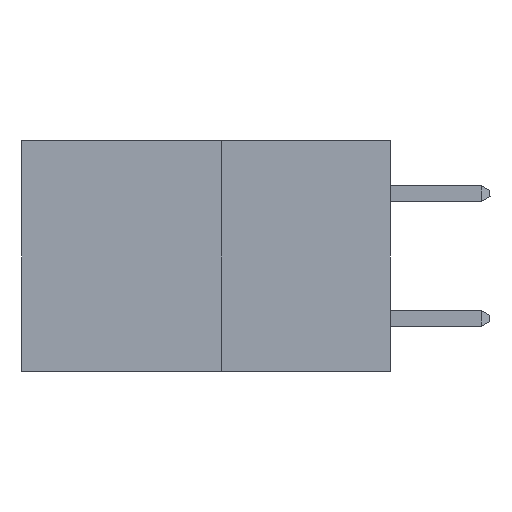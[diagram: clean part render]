
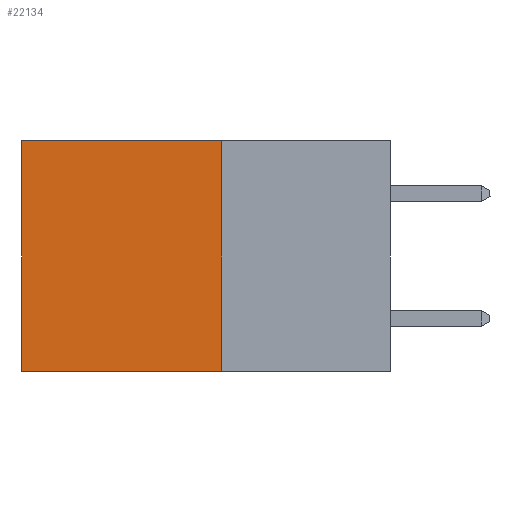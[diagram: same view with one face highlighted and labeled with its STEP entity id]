
A CAD part, left-side view. The second image highlights one B-rep face of the part: STEP entity #22134.
In plain terms, the highlighted planar face has unit normal (-1, 0, 0).
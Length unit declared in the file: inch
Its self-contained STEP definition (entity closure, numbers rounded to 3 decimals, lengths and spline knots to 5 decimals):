
#1660 = DIRECTION ( 'NONE',  ( 0., 0., -1. ) ) ;
#2949 = DIRECTION ( 'NONE',  ( 0., 0., -1. ) ) ;
#4556 = LINE ( 'NONE', #17938, #32674 ) ;
#5882 = LINE ( 'NONE', #11676, #20568 ) ;
#6068 = VERTEX_POINT ( 'NONE', #9049 ) ;
#6475 = DIRECTION ( 'NONE',  ( 0., 1., 0. ) ) ;
#7639 = AXIS2_PLACEMENT_3D ( 'NONE', #19369, #19494, #2949 ) ;
#7914 = VECTOR ( 'NONE', #1660, 39.37008 ) ;
#8216 = CARTESIAN_POINT ( 'NONE',  ( 0.277, 0.59, 0. ) ) ;
#9049 = CARTESIAN_POINT ( 'NONE',  ( 0.277, 0.27, 0. ) ) ;
#9422 = FACE_OUTER_BOUND ( 'NONE', #34935, .T. ) ;
#10779 = VECTOR ( 'NONE', #6475, 39.37008 ) ;
#11676 = CARTESIAN_POINT ( 'NONE',  ( 0.277, 0.59, -0.37 ) ) ;
#11985 = ORIENTED_EDGE ( 'NONE', *, *, #17803, .F. ) ;
#12697 = CARTESIAN_POINT ( 'NONE',  ( 0.277, 0.59, -0.37 ) ) ;
#16698 = PLANE ( 'NONE',  #7639 ) ;
#17803 = EDGE_CURVE ( 'NONE', #24942, #28489, #4556, .T. ) ;
#17938 = CARTESIAN_POINT ( 'NONE',  ( 0.277, 0.27, -0.37 ) ) ;
#18183 = CARTESIAN_POINT ( 'NONE',  ( 0.277, 0.27, -0.37 ) ) ;
#19018 = ORIENTED_EDGE ( 'NONE', *, *, #30935, .T. ) ;
#19369 = CARTESIAN_POINT ( 'NONE',  ( 0.277, 0.27, -0.37 ) ) ;
#19494 = DIRECTION ( 'NONE',  ( 1., 0., 0. ) ) ;
#20568 = VECTOR ( 'NONE', #30646, 39.37008 ) ;
#21555 = ORIENTED_EDGE ( 'NONE', *, *, #34262, .F. ) ;
#22134 = ADVANCED_FACE ( 'NONE', ( #9422 ), #16698, .F. ) ;
#22228 = EDGE_CURVE ( 'NONE', #34552, #28489, #5882, .T. ) ;
#22968 = CARTESIAN_POINT ( 'NONE',  ( 0.277, 0.27, 0. ) ) ;
#24942 = VERTEX_POINT ( 'NONE', #32004 ) ;
#28489 = VERTEX_POINT ( 'NONE', #12697 ) ;
#28818 = LINE ( 'NONE', #18183, #7914 ) ;
#30646 = DIRECTION ( 'NONE',  ( 0., 0., -1. ) ) ;
#30935 = EDGE_CURVE ( 'NONE', #6068, #34552, #31562, .T. ) ;
#31490 = DIRECTION ( 'NONE',  ( 0., 1., 0. ) ) ;
#31562 = LINE ( 'NONE', #22968, #10779 ) ;
#32004 = CARTESIAN_POINT ( 'NONE',  ( 0.277, 0.27, -0.37 ) ) ;
#32674 = VECTOR ( 'NONE', #31490, 39.37008 ) ;
#33896 = ORIENTED_EDGE ( 'NONE', *, *, #22228, .T. ) ;
#34262 = EDGE_CURVE ( 'NONE', #6068, #24942, #28818, .T. ) ;
#34552 = VERTEX_POINT ( 'NONE', #8216 ) ;
#34935 = EDGE_LOOP ( 'NONE', ( #33896, #11985, #21555, #19018 ) ) ;
